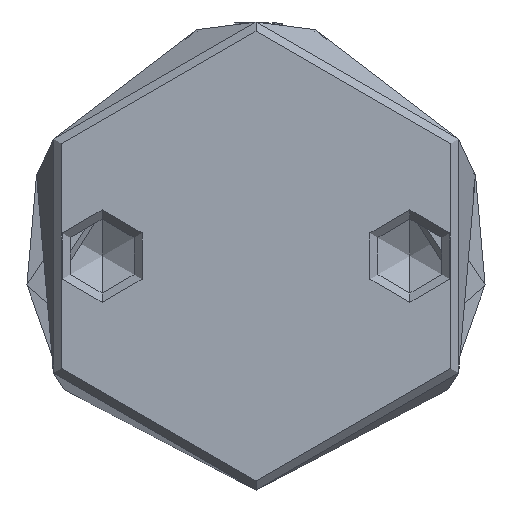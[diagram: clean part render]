
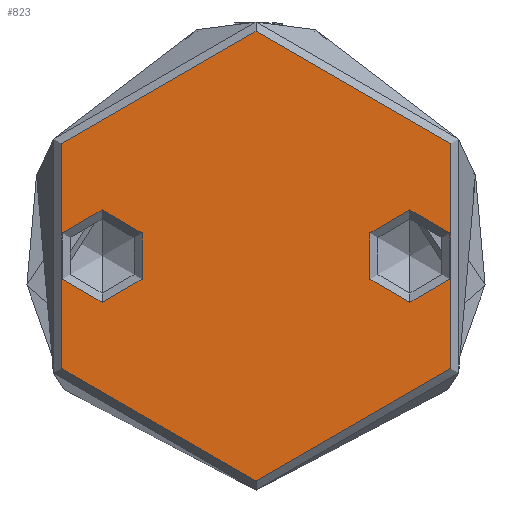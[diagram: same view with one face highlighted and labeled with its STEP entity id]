
A CAD part, front view. The second image highlights one B-rep face of the part: STEP entity #823.
In plain terms, the highlighted face is planar.
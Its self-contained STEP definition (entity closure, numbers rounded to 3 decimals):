
#146 = CIRCLE ( 'NONE', #5079, 3.75 ) ;
#160 = AXIS2_PLACEMENT_3D ( 'NONE', #4680, #1043, #5298 ) ;
#403 = CIRCLE ( 'NONE', #160, 18.25 ) ;
#409 = CARTESIAN_POINT ( 'NONE',  ( 0., -12.5, 0. ) ) ;
#514 = DIRECTION ( 'NONE',  ( 0., 0., 1. ) ) ;
#823 = ADVANCED_FACE ( 'NONE', ( #5575, #7188, #3977 ), #6516, .T. ) ;
#932 = DIRECTION ( 'NONE',  ( 0., 0., 1. ) ) ;
#1006 = DIRECTION ( 'NONE',  ( 1., 0., 0. ) ) ;
#1043 = DIRECTION ( 'NONE',  ( 0., 0., 1. ) ) ;
#1237 = CIRCLE ( 'NONE', #1421, 3.75 ) ;
#1327 = CARTESIAN_POINT ( 'NONE',  ( -3.75, -12.5, 0. ) ) ;
#1421 = AXIS2_PLACEMENT_3D ( 'NONE', #409, #4637, #1006 ) ;
#1450 = CARTESIAN_POINT ( 'NONE',  ( 0., -12.5, 0. ) ) ;
#1523 = ORIENTED_EDGE ( 'NONE', *, *, #5614, .T. ) ;
#1550 = CIRCLE ( 'NONE', #4223, 3.75 ) ;
#1554 = CIRCLE ( 'NONE', #3378, 18.25 ) ;
#1675 = CARTESIAN_POINT ( 'NONE',  ( 3.75, 12.5, 0. ) ) ;
#1866 = EDGE_CURVE ( 'NONE', #2517, #4615, #146, .T. ) ;
#2070 = DIRECTION ( 'NONE',  ( 1., 0., 0. ) ) ;
#2167 = ORIENTED_EDGE ( 'NONE', *, *, #3905, .F. ) ;
#2398 = EDGE_LOOP ( 'NONE', ( #1523, #7716 ) ) ;
#2431 = AXIS2_PLACEMENT_3D ( 'NONE', #1450, #5685, #2070 ) ;
#2517 = VERTEX_POINT ( 'NONE', #3142 ) ;
#2724 = EDGE_CURVE ( 'NONE', #3303, #7741, #403, .T. ) ;
#2911 = DIRECTION ( 'NONE',  ( 0., 0., 1. ) ) ;
#3014 = DIRECTION ( 'NONE',  ( 0., 0., 1. ) ) ;
#3142 = CARTESIAN_POINT ( 'NONE',  ( -3.75, 12.5, 0. ) ) ;
#3303 = VERTEX_POINT ( 'NONE', #3654 ) ;
#3378 = AXIS2_PLACEMENT_3D ( 'NONE', #6623, #3014, #7250 ) ;
#3396 = VERTEX_POINT ( 'NONE', #6763 ) ;
#3533 = CARTESIAN_POINT ( 'NONE',  ( 0., 12.5, 0. ) ) ;
#3654 = CARTESIAN_POINT ( 'NONE',  ( 18.25, 0., 0. ) ) ;
#3905 = EDGE_CURVE ( 'NONE', #4615, #2517, #1550, .T. ) ;
#3977 = FACE_BOUND ( 'NONE', #5373, .T. ) ;
#4223 = AXIS2_PLACEMENT_3D ( 'NONE', #4559, #932, #5170 ) ;
#4540 = EDGE_CURVE ( 'NONE', #7499, #3396, #1237, .T. ) ;
#4559 = CARTESIAN_POINT ( 'NONE',  ( 0., 12.5, 0. ) ) ;
#4566 = CIRCLE ( 'NONE', #2431, 3.75 ) ;
#4615 = VERTEX_POINT ( 'NONE', #1675 ) ;
#4637 = DIRECTION ( 'NONE',  ( 0., 0., -1. ) ) ;
#4680 = CARTESIAN_POINT ( 'NONE',  ( 0., 0., 0. ) ) ;
#4888 = ORIENTED_EDGE ( 'NONE', *, *, #6442, .T. ) ;
#4927 = ORIENTED_EDGE ( 'NONE', *, *, #4540, .T. ) ;
#5048 = ORIENTED_EDGE ( 'NONE', *, *, #1866, .F. ) ;
#5079 = AXIS2_PLACEMENT_3D ( 'NONE', #3533, #2911, #6532 ) ;
#5170 = DIRECTION ( 'NONE',  ( 1., 0., 0. ) ) ;
#5298 = DIRECTION ( 'NONE',  ( 1., 0., 0. ) ) ;
#5308 = DIRECTION ( 'NONE',  ( 1., 0., 0. ) ) ;
#5373 = EDGE_LOOP ( 'NONE', ( #4888, #4927 ) ) ;
#5575 = FACE_BOUND ( 'NONE', #6831, .T. ) ;
#5614 = EDGE_CURVE ( 'NONE', #7741, #3303, #1554, .T. ) ;
#5685 = DIRECTION ( 'NONE',  ( 0., 0., -1. ) ) ;
#5913 = CARTESIAN_POINT ( 'NONE',  ( 0., 0., 0. ) ) ;
#6442 = EDGE_CURVE ( 'NONE', #3396, #7499, #4566, .T. ) ;
#6496 = AXIS2_PLACEMENT_3D ( 'NONE', #5913, #514, #5308 ) ;
#6516 = PLANE ( 'NONE',  #6496 ) ;
#6532 = DIRECTION ( 'NONE',  ( 1., 0., 0. ) ) ;
#6623 = CARTESIAN_POINT ( 'NONE',  ( 0., 0., 0. ) ) ;
#6763 = CARTESIAN_POINT ( 'NONE',  ( 3.75, -12.5, 0. ) ) ;
#6831 = EDGE_LOOP ( 'NONE', ( #2167, #5048 ) ) ;
#6892 = CARTESIAN_POINT ( 'NONE',  ( -18.25, 0., 0. ) ) ;
#7188 = FACE_OUTER_BOUND ( 'NONE', #2398, .T. ) ;
#7250 = DIRECTION ( 'NONE',  ( 1., 0., 0. ) ) ;
#7499 = VERTEX_POINT ( 'NONE', #1327 ) ;
#7716 = ORIENTED_EDGE ( 'NONE', *, *, #2724, .T. ) ;
#7741 = VERTEX_POINT ( 'NONE', #6892 ) ;
